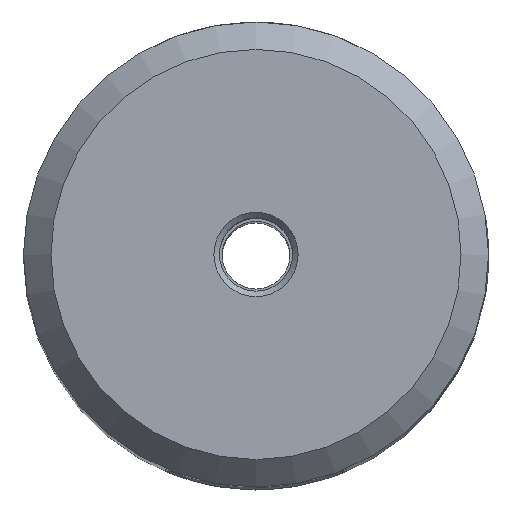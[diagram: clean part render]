
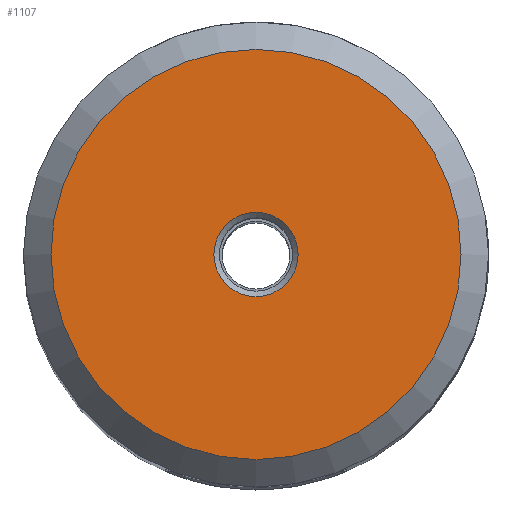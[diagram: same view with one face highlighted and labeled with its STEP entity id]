
A CAD part, top view. The second image highlights one B-rep face of the part: STEP entity #1107.
In plain terms, the highlighted planar face has unit normal (0, 0, 1).
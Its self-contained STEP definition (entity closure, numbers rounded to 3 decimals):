
#50 = CARTESIAN_POINT ( 'NONE',  ( 0., 0., 95. ) ) ;
#54 = AXIS2_PLACEMENT_3D ( 'NONE', #1305, #519, #982 ) ;
#142 = CARTESIAN_POINT ( 'NONE',  ( 2.3, 0., 95. ) ) ;
#180 = CIRCLE ( 'NONE', #54, 2.3 ) ;
#206 = CIRCLE ( 'NONE', #1009, 11.2 ) ;
#347 = ORIENTED_EDGE ( 'NONE', *, *, #358, .T. ) ;
#358 = EDGE_CURVE ( 'NONE', #680, #680, #206, .T. ) ;
#379 = PLANE ( 'NONE',  #551 ) ;
#399 = EDGE_LOOP ( 'NONE', ( #347 ) ) ;
#463 = DIRECTION ( 'NONE',  ( 1., 0., 0. ) ) ;
#475 = EDGE_CURVE ( 'NONE', #931, #931, #180, .T. ) ;
#519 = DIRECTION ( 'NONE',  ( 0., 0., -1. ) ) ;
#551 = AXIS2_PLACEMENT_3D ( 'NONE', #588, #729, #463 ) ;
#588 = CARTESIAN_POINT ( 'NONE',  ( 0., 0., 95. ) ) ;
#680 = VERTEX_POINT ( 'NONE', #1507 ) ;
#704 = ORIENTED_EDGE ( 'NONE', *, *, #475, .T. ) ;
#713 = EDGE_LOOP ( 'NONE', ( #704 ) ) ;
#729 = DIRECTION ( 'NONE',  ( 0., 0., 1. ) ) ;
#862 = DIRECTION ( 'NONE',  ( 0., 0., 1. ) ) ;
#931 = VERTEX_POINT ( 'NONE', #142 ) ;
#982 = DIRECTION ( 'NONE',  ( 1., 0., 0. ) ) ;
#1009 = AXIS2_PLACEMENT_3D ( 'NONE', #50, #862, #1087 ) ;
#1039 = FACE_BOUND ( 'NONE', #713, .T. ) ;
#1087 = DIRECTION ( 'NONE',  ( 1., 0., 0. ) ) ;
#1107 = ADVANCED_FACE ( 'NONE', ( #1039, #1160 ), #379, .T. ) ;
#1160 = FACE_OUTER_BOUND ( 'NONE', #399, .T. ) ;
#1305 = CARTESIAN_POINT ( 'NONE',  ( 0., 0., 95. ) ) ;
#1507 = CARTESIAN_POINT ( 'NONE',  ( 11.2, 0., 95. ) ) ;
